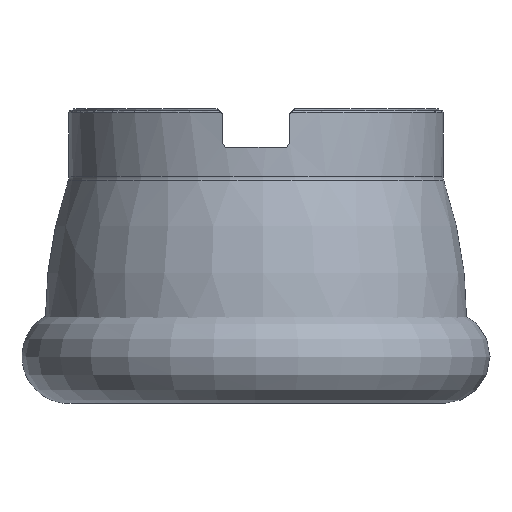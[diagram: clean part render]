
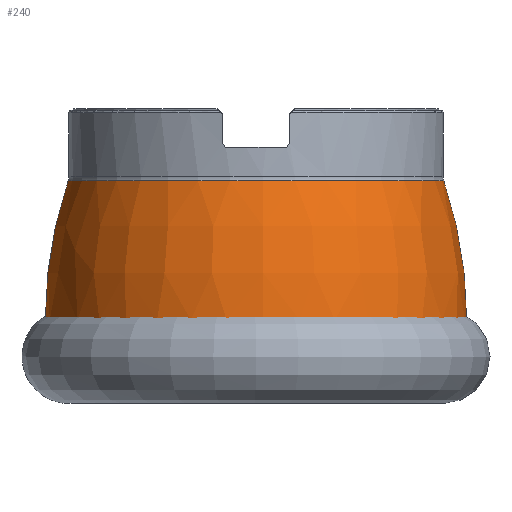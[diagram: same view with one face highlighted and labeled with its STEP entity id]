
A CAD part, front view. The second image highlights one B-rep face of the part: STEP entity #240.
In plain terms, the highlighted free-form (B-spline) face has degree [3, 3] with [4, 7] control points.
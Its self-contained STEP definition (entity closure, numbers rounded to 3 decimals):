
#135=(
BOUNDED_SURFACE()
B_SPLINE_SURFACE(3,3,((#1337,#1338,#1339,#1340,#1341,#1342,#1343),(#1344,
#1345,#1346,#1347,#1348,#1349,#1350),(#1351,#1352,#1353,#1354,#1355,#1356,
#1357),(#1358,#1359,#1360,#1361,#1362,#1363,#1364)),.UNSPECIFIED.,.F.,.T.,
 .F.)
B_SPLINE_SURFACE_WITH_KNOTS((4,4),(1,3,3,3,1),(0.,1.),(-0.5,0.,0.5,1.,1.5),
 .UNSPECIFIED.)
GEOMETRIC_REPRESENTATION_ITEM()
RATIONAL_B_SPLINE_SURFACE(((1.,0.333,0.333,1.,0.333,
0.333,1.),(0.991,0.33,0.33,
0.991,0.33,0.33,0.991),
(0.991,0.33,0.33,0.991,
0.33,0.33,0.991),(1.,0.333,
0.333,1.,0.333,0.333,1.)))
REPRESENTATION_ITEM('')
SURFACE()
);
#240=ADVANCED_FACE('CN_SU3',(#318,#319),#135,.T.);
#318=FACE_BOUND('',#363,.T.);
#319=FACE_BOUND('',#364,.T.);
#363=EDGE_LOOP('',(#446));
#364=EDGE_LOOP('',(#447));
#446=ORIENTED_EDGE('',*,*,#695,.T.);
#447=ORIENTED_EDGE('',*,*,#677,.T.);
#607=VERTEX_POINT('',#1297);
#625=VERTEX_POINT('',#1336);
#677=EDGE_CURVE('',#607,#607,#770,.T.);
#695=EDGE_CURVE('',#625,#625,#776,.T.);
#770=CIRCLE('',#918,45.05);
#776=CIRCLE('',#935,40.158);
#918=AXIS2_PLACEMENT_3D('',#1296,#1052,#1053);
#935=AXIS2_PLACEMENT_3D('',#1335,#1090,#1091);
#1052=DIRECTION('',(0.,0.,1.));
#1053=DIRECTION('',(0.999,0.035,0.));
#1090=DIRECTION('',(0.,0.,-1.));
#1091=DIRECTION('',(-0.999,-0.035,0.));
#1296=CARTESIAN_POINT('',(0.,0.,
-45.207));
#1297=CARTESIAN_POINT('',(45.022,1.572,-45.207));
#1335=CARTESIAN_POINT('',(0.,0.,-15.463));
#1336=CARTESIAN_POINT('',(-40.134,-1.401,-15.463));
#1337=CARTESIAN_POINT('',(40.134,1.401,-15.463));
#1338=CARTESIAN_POINT('',(37.331,81.669,-15.463));
#1339=CARTESIAN_POINT('',(-42.937,78.866,-15.463));
#1340=CARTESIAN_POINT('',(-40.134,-1.401,-15.463));
#1341=CARTESIAN_POINT('',(-37.331,-81.669,-15.463));
#1342=CARTESIAN_POINT('',(42.937,-78.866,-15.463));
#1343=CARTESIAN_POINT('',(40.134,1.401,-15.463));
#1344=CARTESIAN_POINT('',(43.378,1.515,-25.067));
#1345=CARTESIAN_POINT('',(40.349,88.271,-25.067));
#1346=CARTESIAN_POINT('',(-46.408,85.241,-25.067));
#1347=CARTESIAN_POINT('',(-43.378,-1.515,-25.067));
#1348=CARTESIAN_POINT('',(-40.349,-88.271,-25.067));
#1349=CARTESIAN_POINT('',(46.408,-85.241,-25.067));
#1350=CARTESIAN_POINT('',(43.378,1.515,-25.067));
#1351=CARTESIAN_POINT('',(45.022,1.572,-35.069));
#1352=CARTESIAN_POINT('',(41.878,91.617,-35.069));
#1353=CARTESIAN_POINT('',(-48.167,88.472,-35.069));
#1354=CARTESIAN_POINT('',(-45.022,-1.572,-35.069));
#1355=CARTESIAN_POINT('',(-41.878,-91.617,-35.069));
#1356=CARTESIAN_POINT('',(48.167,-88.472,-35.069));
#1357=CARTESIAN_POINT('',(45.022,1.572,-35.069));
#1358=CARTESIAN_POINT('',(45.022,1.572,-45.207));
#1359=CARTESIAN_POINT('',(41.878,91.617,-45.207));
#1360=CARTESIAN_POINT('',(-48.167,88.472,-45.207));
#1361=CARTESIAN_POINT('',(-45.022,-1.572,-45.207));
#1362=CARTESIAN_POINT('',(-41.878,-91.617,-45.207));
#1363=CARTESIAN_POINT('',(48.167,-88.472,-45.207));
#1364=CARTESIAN_POINT('',(45.022,1.572,-45.207));
